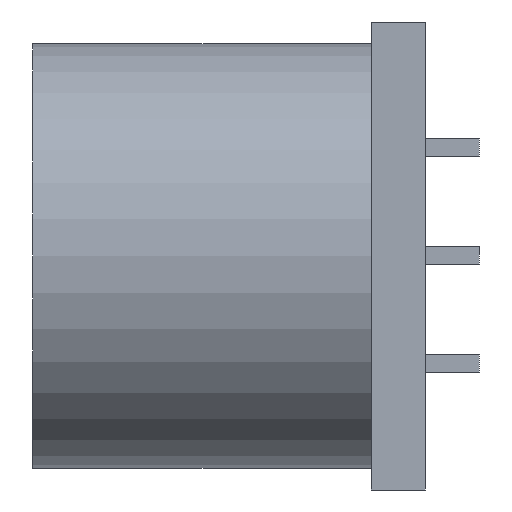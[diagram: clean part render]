
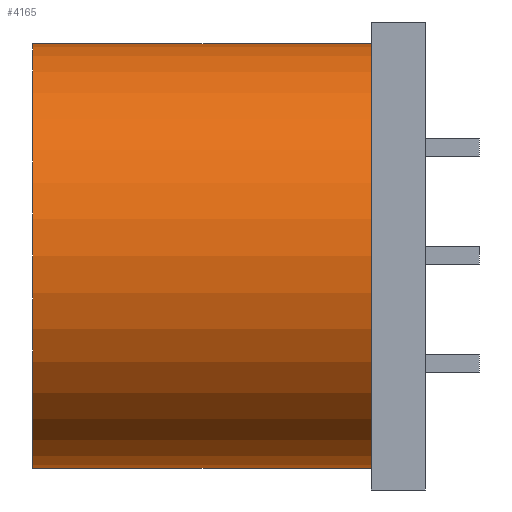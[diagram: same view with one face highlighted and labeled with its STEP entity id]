
A CAD part, left-side view. The second image highlights one B-rep face of the part: STEP entity #4165.
In plain terms, the highlighted cylindrical face has radius 5.9 mm (diameter 11.8 mm), a partial arc.
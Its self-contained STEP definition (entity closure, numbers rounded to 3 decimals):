
#2 = CARTESIAN_POINT ( 'NONE',  ( -7.4, 10.9, -5.9 ) ) ;
#47 = DIRECTION ( 'NONE',  ( 0., -1., 0. ) ) ;
#212 = CYLINDRICAL_SURFACE ( 'NONE', #3533, 5.9 ) ;
#274 = EDGE_CURVE ( 'NONE', #1735, #529, #2148, .T. ) ;
#525 = VERTEX_POINT ( 'NONE', #2224 ) ;
#529 = VERTEX_POINT ( 'NONE', #3741 ) ;
#577 = LINE ( 'NONE', #4612, #3391 ) ;
#604 = ORIENTED_EDGE ( 'NONE', *, *, #274, .F. ) ;
#882 = EDGE_CURVE ( 'NONE', #525, #529, #2783, .T. ) ;
#934 = CARTESIAN_POINT ( 'NONE',  ( -7.4, 1.5, 0. ) ) ;
#963 = ORIENTED_EDGE ( 'NONE', *, *, #3511, .T. ) ;
#1255 = DIRECTION ( 'NONE',  ( 0., -1., 0. ) ) ;
#1313 = DIRECTION ( 'NONE',  ( 0., 0., 1. ) ) ;
#1569 = CIRCLE ( 'NONE', #1906, 5.9 ) ;
#1622 = DIRECTION ( 'NONE',  ( 0., 1., 0. ) ) ;
#1662 = CARTESIAN_POINT ( 'NONE',  ( -7.4, 10.9, 0. ) ) ;
#1735 = VERTEX_POINT ( 'NONE', #3652 ) ;
#1906 = AXIS2_PLACEMENT_3D ( 'NONE', #3909, #1622, #4277 ) ;
#2148 = LINE ( 'NONE', #4839, #3036 ) ;
#2224 = CARTESIAN_POINT ( 'NONE',  ( -7.4, 1.5, -5.9 ) ) ;
#2269 = EDGE_LOOP ( 'NONE', ( #604, #3337, #963, #3416 ) ) ;
#2621 = FACE_OUTER_BOUND ( 'NONE', #2269, .T. ) ;
#2783 = CIRCLE ( 'NONE', #3970, 5.9 ) ;
#2933 = DIRECTION ( 'NONE',  ( 0., -1., 0. ) ) ;
#2952 = EDGE_CURVE ( 'NONE', #4595, #1735, #1569, .T. ) ;
#3036 = VECTOR ( 'NONE', #2933, 1000. ) ;
#3337 = ORIENTED_EDGE ( 'NONE', *, *, #2952, .F. ) ;
#3391 = VECTOR ( 'NONE', #47, 1000. ) ;
#3416 = ORIENTED_EDGE ( 'NONE', *, *, #882, .T. ) ;
#3511 = EDGE_CURVE ( 'NONE', #4595, #525, #577, .T. ) ;
#3533 = AXIS2_PLACEMENT_3D ( 'NONE', #1662, #1255, #4320 ) ;
#3603 = DIRECTION ( 'NONE',  ( 0., 1., 0. ) ) ;
#3652 = CARTESIAN_POINT ( 'NONE',  ( -7.4, 10.9, 5.9 ) ) ;
#3741 = CARTESIAN_POINT ( 'NONE',  ( -7.4, 1.5, 5.9 ) ) ;
#3909 = CARTESIAN_POINT ( 'NONE',  ( -7.4, 10.9, 0. ) ) ;
#3970 = AXIS2_PLACEMENT_3D ( 'NONE', #934, #3603, #1313 ) ;
#4165 = ADVANCED_FACE ( 'NONE', ( #2621 ), #212, .T. ) ;
#4277 = DIRECTION ( 'NONE',  ( 0., 0., 1. ) ) ;
#4320 = DIRECTION ( 'NONE',  ( 0., 0., -1. ) ) ;
#4595 = VERTEX_POINT ( 'NONE', #2 ) ;
#4612 = CARTESIAN_POINT ( 'NONE',  ( -7.4, 10.9, -5.9 ) ) ;
#4839 = CARTESIAN_POINT ( 'NONE',  ( -7.4, 10.9, 5.9 ) ) ;
